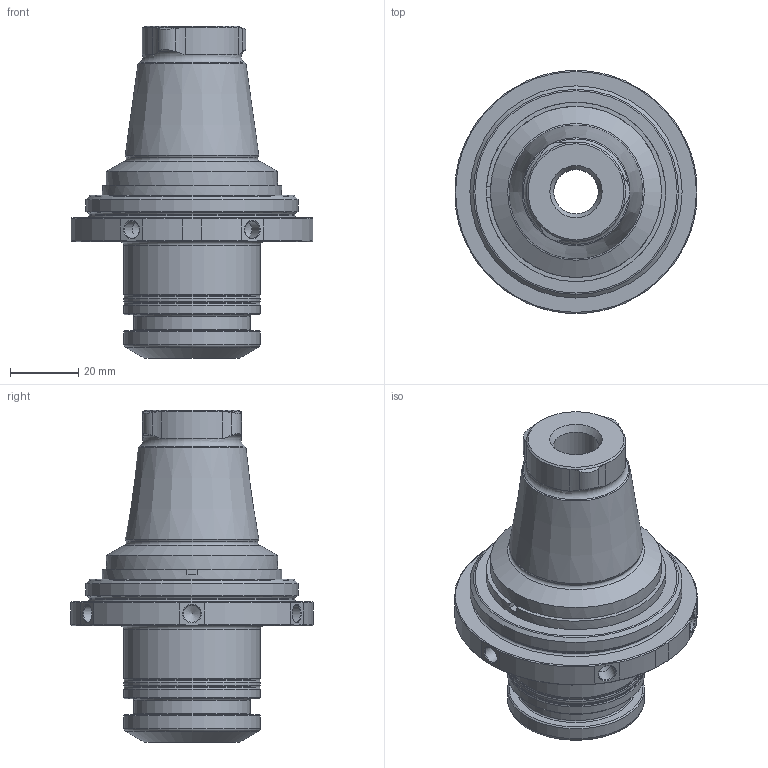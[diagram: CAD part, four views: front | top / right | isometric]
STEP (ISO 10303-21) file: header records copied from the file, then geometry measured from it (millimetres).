
FILE_DESCRIPTION(/* description */ (''),/* implementation_level */ '2;1');
FILE_NAME(/* name */ '804040250.stp',/* time_stamp */ '2022-01-10T15:15:11',/* author */ ('LRA'),/* organization */ ('REGO-FIX'),/* preprocessor_version */ ' Unknown',/* originating_system */ 'SIEMENS PLM Software Solid Edge ST10',/* authorization */ 'Unknown');
FILE_SCHEMA (('AUTOMOTIVE_DESIGN { 1 0 10303 214 2 1 1}'));
Length unit declared in the file: millimetre
Products named in the file (1): 0023173
Bounding box: 70.6 x 70.8 x 97 mm (x, y, z)
Volume: 112682.4 mm3; surface area: 25908.7 mm2
Topology: 1 solids, 1 shells, 112 faces, 279 edges, 176 vertices
Faces by surface type: cylinder 40, cone 35, plane 25, torus 12
Full cylindrical faces by diameter (mm): 5 x6, 13 x1, 24.895 x1, 25 x1, 34 x1, 40 x4, 50 x1, 52.4 x1, 60.1 x1, 62 x1
Entity records: 2879 total; most frequent: CARTESIAN_POINT 580, DIRECTION 488, ORIENTED_EDGE 380, AXIS2_PLACEMENT_3D 218, EDGE_CURVE 190, FACE_BOUND 185, EDGE_LOOP 179, VERTEX_POINT 151
